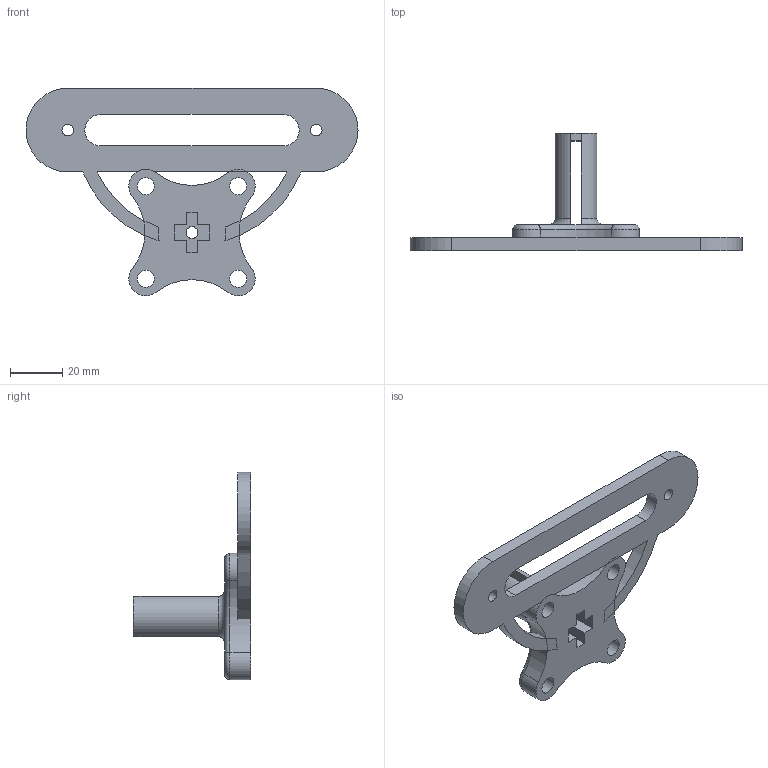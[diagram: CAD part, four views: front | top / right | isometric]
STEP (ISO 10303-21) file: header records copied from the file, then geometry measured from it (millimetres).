
FILE_DESCRIPTION(/* description */ (''),/* implementation_level */ '2;1');
FILE_NAME(/* name */ 'gripper1 v10.step',/* time_stamp */ '2024-08-28T08:44:51-06:00',/* author */ (''),/* organization */ (''),/* preprocessor_version */ 'ST-DEVELOPER v20',/* originating_system */ 'Autodesk Translation Framework v13.14.0.145',/* authorisation */ '');
FILE_SCHEMA (('AUTOMOTIVE_DESIGN { 1 0 10303 214 3 1 1 }'));
Length unit declared in the file: millimetre
Products named in the file (1): gripper1
Bounding box: 127 x 45 x 79.35 mm (x, y, z)
Volume: 34463.4 mm3; surface area: 19166.2 mm2
Topology: 2 solids, 2 shells, 65 faces, 177 edges, 114 vertices
Faces by surface type: cylinder 28, plane 27, torus 10
Full cylindrical faces by diameter (mm): 4.5 x3, 6.5 x4
Entity records: 2169 total; most frequent: CARTESIAN_POINT 393, DIRECTION 379, ORIENTED_EDGE 354, EDGE_CURVE 177, AXIS2_PLACEMENT_3D 140, VERTEX_POINT 114, LINE 99, VECTOR 99
